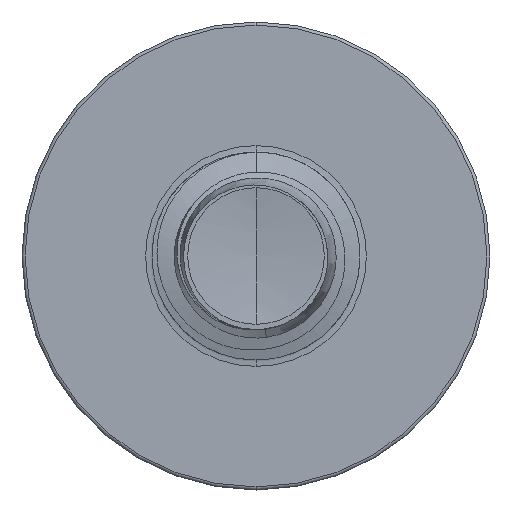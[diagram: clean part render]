
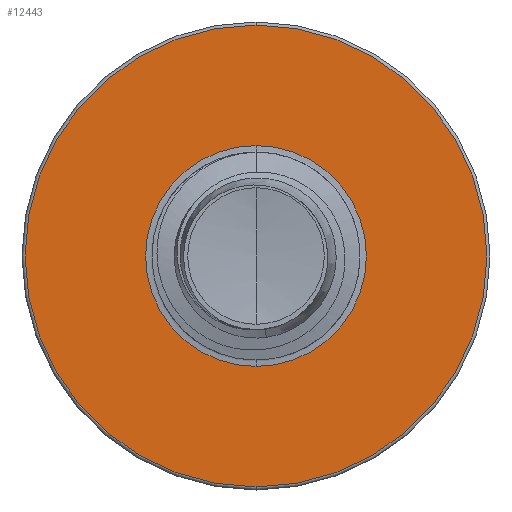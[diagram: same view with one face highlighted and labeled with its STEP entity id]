
A CAD part, front view. The second image highlights one B-rep face of the part: STEP entity #12443.
In plain terms, the highlighted planar face has unit normal (0, -1, 0).
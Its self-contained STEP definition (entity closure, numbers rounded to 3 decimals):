
#20 = CARTESIAN_POINT ( 'NONE',  ( 0., 7., 3.186 ) ) ;
#403 = EDGE_CURVE ( 'NONE', #14266, #10480, #11583, .T. ) ;
#900 = EDGE_CURVE ( 'NONE', #4870, #11449, #15312, .T. ) ;
#1533 = EDGE_LOOP ( 'NONE', ( #4972, #5949 ) ) ;
#1727 = DIRECTION ( 'NONE',  ( 0., 1., 0. ) ) ;
#2089 = AXIS2_PLACEMENT_3D ( 'NONE', #2178, #2154, #2126 ) ;
#2126 = DIRECTION ( 'NONE',  ( 0., 0., 1. ) ) ;
#2154 = DIRECTION ( 'NONE',  ( 0., 1., 0. ) ) ;
#2178 = CARTESIAN_POINT ( 'NONE',  ( 0., 7., 0. ) ) ;
#2738 = DIRECTION ( 'NONE',  ( 0., 0., 1. ) ) ;
#2746 = DIRECTION ( 'NONE',  ( 0., 1., 0. ) ) ;
#2776 = CARTESIAN_POINT ( 'NONE',  ( 0., 7., 0. ) ) ;
#2967 = FACE_OUTER_BOUND ( 'NONE', #11793, .T. ) ;
#2991 = DIRECTION ( 'NONE',  ( 0., 0., 1. ) ) ;
#3022 = DIRECTION ( 'NONE',  ( 0., 1., 0. ) ) ;
#3026 = CARTESIAN_POINT ( 'NONE',  ( 0., 7., 0. ) ) ;
#3590 = ORIENTED_EDGE ( 'NONE', *, *, #900, .F. ) ;
#3860 = ORIENTED_EDGE ( 'NONE', *, *, #12142, .F. ) ;
#4263 = AXIS2_PLACEMENT_3D ( 'NONE', #8490, #1727, #11398 ) ;
#4870 = VERTEX_POINT ( 'NONE', #11343 ) ;
#4972 = ORIENTED_EDGE ( 'NONE', *, *, #403, .T. ) ;
#5949 = ORIENTED_EDGE ( 'NONE', *, *, #8653, .T. ) ;
#8468 = CARTESIAN_POINT ( 'NONE',  ( 0., 7., -3.186 ) ) ;
#8490 = CARTESIAN_POINT ( 'NONE',  ( 0., 7., -3.186 ) ) ;
#8653 = EDGE_CURVE ( 'NONE', #10480, #14266, #14669, .T. ) ;
#9084 = DIRECTION ( 'NONE',  ( 0., 1., 0. ) ) ;
#10480 = VERTEX_POINT ( 'NONE', #8468 ) ;
#10611 = PLANE ( 'NONE',  #4263 ) ;
#11008 = CARTESIAN_POINT ( 'NONE',  ( 0., 7., -6.66 ) ) ;
#11343 = CARTESIAN_POINT ( 'NONE',  ( 0., 7., 6.66 ) ) ;
#11398 = DIRECTION ( 'NONE',  ( 0., 0., 1. ) ) ;
#11449 = VERTEX_POINT ( 'NONE', #11008 ) ;
#11583 = CIRCLE ( 'NONE', #13955, 3.186 ) ;
#11793 = EDGE_LOOP ( 'NONE', ( #3590, #3860 ) ) ;
#11796 = AXIS2_PLACEMENT_3D ( 'NONE', #13934, #9084, #15088 ) ;
#12142 = EDGE_CURVE ( 'NONE', #11449, #4870, #12770, .T. ) ;
#12443 = ADVANCED_FACE ( 'NONE', ( #2967, #14143 ), #10611, .F. ) ;
#12770 = CIRCLE ( 'NONE', #11796, 6.66 ) ;
#13934 = CARTESIAN_POINT ( 'NONE',  ( 0., 7., 0. ) ) ;
#13955 = AXIS2_PLACEMENT_3D ( 'NONE', #3026, #3022, #2991 ) ;
#14060 = AXIS2_PLACEMENT_3D ( 'NONE', #2776, #2746, #2738 ) ;
#14143 = FACE_BOUND ( 'NONE', #1533, .T. ) ;
#14266 = VERTEX_POINT ( 'NONE', #20 ) ;
#14669 = CIRCLE ( 'NONE', #14060, 3.186 ) ;
#15088 = DIRECTION ( 'NONE',  ( 0., 0., 1. ) ) ;
#15312 = CIRCLE ( 'NONE', #2089, 6.66 ) ;
